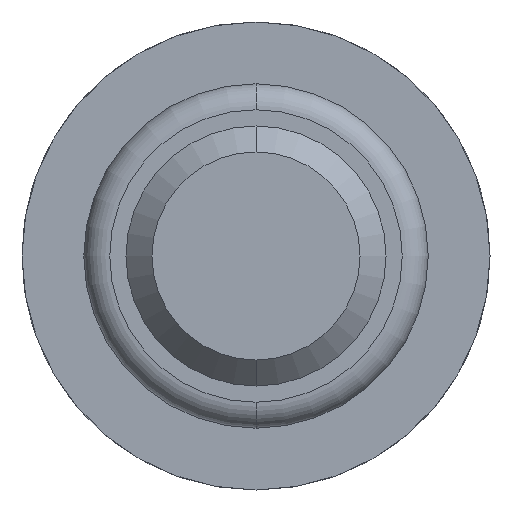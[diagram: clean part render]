
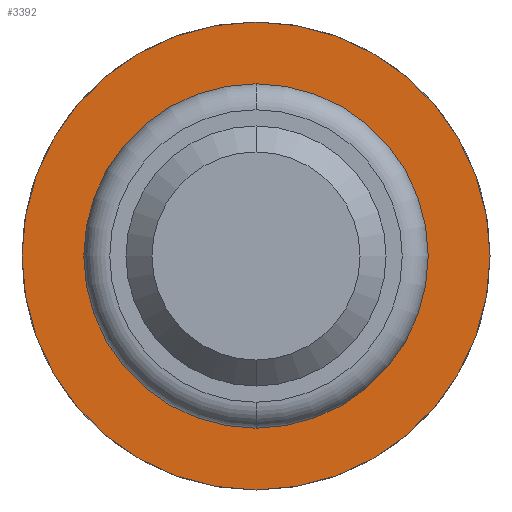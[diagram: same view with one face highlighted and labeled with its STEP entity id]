
A CAD part, front view. The second image highlights one B-rep face of the part: STEP entity #3392.
In plain terms, the highlighted planar face has unit normal (0, -1, 0).
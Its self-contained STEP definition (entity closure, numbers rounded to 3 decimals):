
#86 = DIRECTION ( 'NONE',  ( 0., 1., 0. ) ) ;
#174 = EDGE_LOOP ( 'NONE', ( #2777, #1702 ) ) ;
#205 = AXIS2_PLACEMENT_3D ( 'NONE', #4358, #2667, #4037 ) ;
#370 = AXIS2_PLACEMENT_3D ( 'NONE', #4047, #2657, #918 ) ;
#425 = DIRECTION ( 'NONE',  ( 0., 0., 1. ) ) ;
#446 = CARTESIAN_POINT ( 'NONE',  ( 0., -1.8, -1.325 ) ) ;
#629 = EDGE_CURVE ( 'Defeature ausgef�hrt3_39+Defeature ausgef�hrt3_40+Defeature ausgef�hrt3_40+Defeature ausgef�hrt3_40', #4351, #2167, #2187, .T. ) ;
#847 = CARTESIAN_POINT ( 'NONE',  ( 0., -1.8, 1.325 ) ) ;
#918 = DIRECTION ( 'NONE',  ( 0., 0., 1. ) ) ;
#930 = EDGE_LOOP ( 'NONE', ( #4494, #3166 ) ) ;
#1093 = DIRECTION ( 'NONE',  ( 0., 0., 1. ) ) ;
#1237 = AXIS2_PLACEMENT_3D ( 'NONE', #4202, #3524, #1093 ) ;
#1255 = PLANE ( 'NONE',  #370 ) ;
#1702 = ORIENTED_EDGE ( 'NONE', *, *, #2539, .F. ) ;
#1705 = CARTESIAN_POINT ( 'NONE',  ( 0., -1.8, 1.8 ) ) ;
#1885 = VERTEX_POINT ( 'NONE', #3185 ) ;
#2077 = EDGE_CURVE ( 'Defeature ausgef�hrt3_38+Defeature ausgef�hrt3_39+Defeature ausgef�hrt3_39+Defeature ausgef�hrt3_39', #4266, #1885, #3196, .T. ) ;
#2106 = EDGE_CURVE ( 'Defeature ausgef�hrt3_39+Defeature ausgef�hrt3_40+Defeature ausgef�hrt3_40+Defeature ausgef�hrt3_40', #2167, #4351, #3780, .T. ) ;
#2167 = VERTEX_POINT ( 'NONE', #847 ) ;
#2182 = AXIS2_PLACEMENT_3D ( 'NONE', #2184, #86, #425 ) ;
#2184 = CARTESIAN_POINT ( 'NONE',  ( 0., -1.8, 0. ) ) ;
#2187 = CIRCLE ( 'NONE', #3782, 1.325 ) ;
#2245 = DIRECTION ( 'NONE',  ( 0., 0., 1. ) ) ;
#2539 = EDGE_CURVE ( 'Defeature ausgef�hrt3_38+Defeature ausgef�hrt3_39+Defeature ausgef�hrt3_39+Defeature ausgef�hrt3_39', #1885, #4266, #3472, .T. ) ;
#2611 = FACE_BOUND ( 'NONE', #930, .T. ) ;
#2657 = DIRECTION ( 'NONE',  ( 0., 1., 0. ) ) ;
#2667 = DIRECTION ( 'NONE',  ( 0., 1., 0. ) ) ;
#2777 = ORIENTED_EDGE ( 'NONE', *, *, #2077, .F. ) ;
#2943 = FACE_OUTER_BOUND ( 'NONE', #174, .T. ) ;
#3166 = ORIENTED_EDGE ( 'NONE', *, *, #629, .T. ) ;
#3185 = CARTESIAN_POINT ( 'NONE',  ( 0., -1.8, -1.8 ) ) ;
#3196 = CIRCLE ( 'NONE', #1237, 1.8 ) ;
#3293 = DIRECTION ( 'NONE',  ( 0., 1., 0. ) ) ;
#3392 = ADVANCED_FACE ( 'Defeature ausgef�hrt3_39', ( #2943, #2611 ), #1255, .F. ) ;
#3472 = CIRCLE ( 'NONE', #205, 1.8 ) ;
#3524 = DIRECTION ( 'NONE',  ( 0., 1., 0. ) ) ;
#3780 = CIRCLE ( 'NONE', #2182, 1.325 ) ;
#3782 = AXIS2_PLACEMENT_3D ( 'NONE', #4313, #3293, #2245 ) ;
#4037 = DIRECTION ( 'NONE',  ( 0., 0., 1. ) ) ;
#4047 = CARTESIAN_POINT ( 'NONE',  ( 1.8, -1.8, 0. ) ) ;
#4202 = CARTESIAN_POINT ( 'NONE',  ( 0., -1.8, 0. ) ) ;
#4266 = VERTEX_POINT ( 'NONE', #1705 ) ;
#4313 = CARTESIAN_POINT ( 'NONE',  ( 0., -1.8, 0. ) ) ;
#4351 = VERTEX_POINT ( 'NONE', #446 ) ;
#4358 = CARTESIAN_POINT ( 'NONE',  ( 0., -1.8, 0. ) ) ;
#4494 = ORIENTED_EDGE ( 'NONE', *, *, #2106, .T. ) ;
